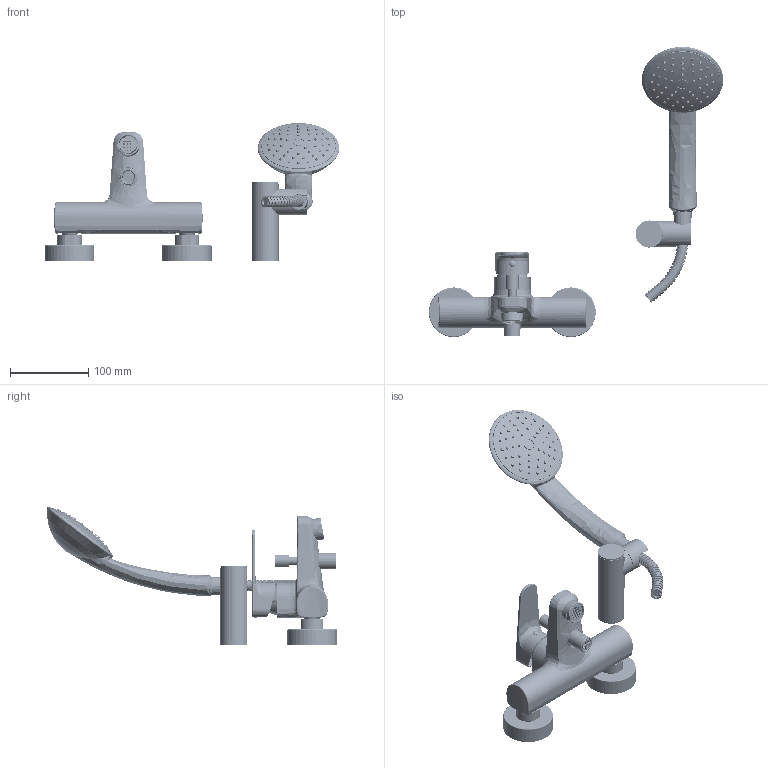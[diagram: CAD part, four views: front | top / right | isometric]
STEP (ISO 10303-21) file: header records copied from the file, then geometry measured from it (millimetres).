
FILE_DESCRIPTION((''),'2;1');
FILE_NAME('SY024CR','2021-11-09T09:18:32',('ut3'),('PAFFONI SpA'),'CREO PARAMETRIC BY PTC INC, 2020044','CREO PARAMETRIC BY PTC INC, 2020044','');
FILE_SCHEMA(('CONFIG_CONTROL_DESIGN','SHAPE_APPEARANCE_LAYERS_GROUPS'));
Length unit declared in the file: millimetre
Products named in the file (1): SY024CR
Bounding box: 376.44 x 370.81 x 176.33 mm (x, y, z)
Volume: 514166 mm3; surface area: 300365.8 mm2
Topology: 6 solids, 8 shells, 4680 faces, 12608 edges, 8153 vertices
Faces by surface type: plane 2468, cylinder 765, cone 575, bspline 405, torus 258, sphere 184, extrusion 23, revolution 2
Entity records: 265312 total; most frequent: CARTESIAN_POINT 125969, ORIENTED_EDGE 25140, DIRECTION 21787, EDGE_CURVE 12570, VERTEX_POINT 8150, AXIS2_PLACEMENT_3D 7574, VECTOR 6637, LINE 6614
